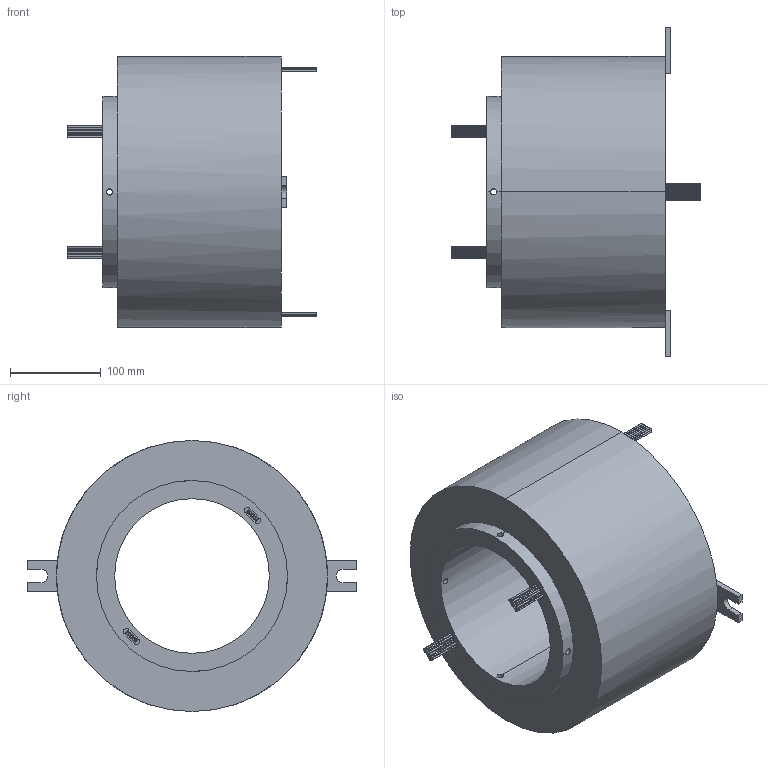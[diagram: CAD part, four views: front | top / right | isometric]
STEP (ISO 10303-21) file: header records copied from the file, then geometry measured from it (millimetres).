
FILE_DESCRIPTION(/* description */ (''),/* implementation_level */ '2;1');
FILE_NAME(/* name */ '',/* time_stamp */ '2020-08-03T16:45:11+08:00',/* author */ (''),/* organization */ (''),/* preprocessor_version */ 'ST-DEVELOPER v15',/* originating_system */ 'SIEMENS PLM Software NX 8.5',/* authorisation */ '');
FILE_SCHEMA (('AUTOMOTIVE_DESIGN { 1 0 10303 214 3 1 1 1 }'));
Length unit declared in the file: millimetre
Products named in the file (1): Admi2934BD30gu3d
Bounding box: 274 x 362 x 298 mm (x, y, z)
Volume: 8678030.6 mm3; surface area: 396468.9 mm2
Topology: 1 solids, 1 shells, 237 faces, 516 edges, 326 vertices
Faces by surface type: cylinder 130, plane 81, cone 26
Entity records: 6982 total; most frequent: CARTESIAN_POINT 1552, DIRECTION 1234, ORIENTED_EDGE 1016, EDGE_CURVE 508, AXIS2_PLACEMENT_3D 506, VERTEX_POINT 326, EDGE_LOOP 300, CIRCLE 268
